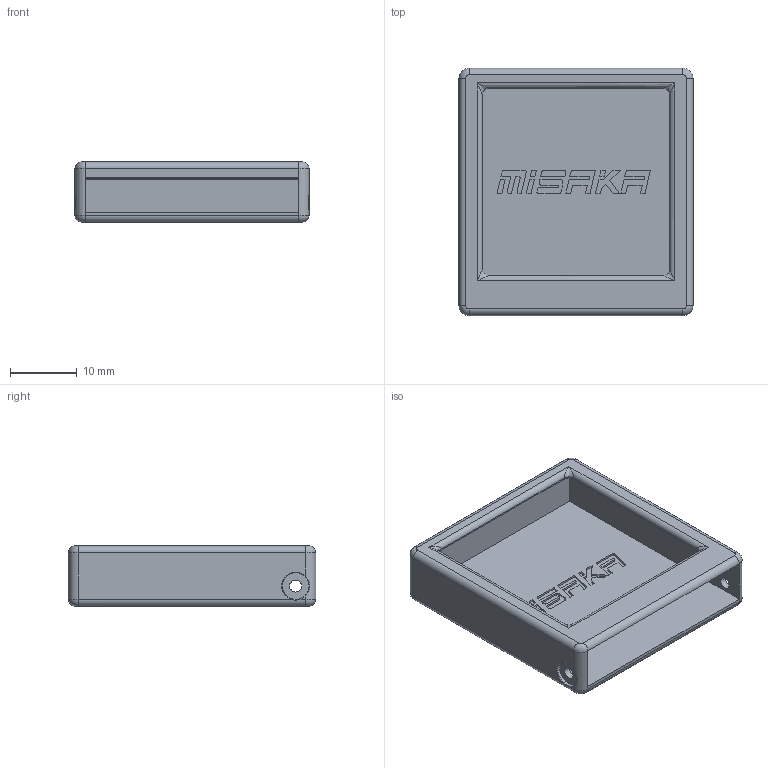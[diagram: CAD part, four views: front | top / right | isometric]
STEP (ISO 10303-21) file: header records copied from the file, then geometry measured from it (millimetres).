
FILE_DESCRIPTION (( 'STEP AP203' ), '1' );
FILE_NAME ('俋褲.STEP', '2021-10-15T14:57:30', ( '' ), ( '' ), 'SwSTEP 2.0', 'SolidWorks 2020', '' );
FILE_SCHEMA (( 'CONFIG_CONTROL_DESIGN' ));
Length unit declared in the file: millimetre
Products named in the file (1): 俋褲
Bounding box: 35 x 37 x 9 mm (x, y, z)
Volume: 3299.7 mm3; surface area: 5051 mm2
Topology: 1 solids, 1 shells, 199 faces, 524 edges, 333 vertices
Faces by surface type: plane 98, bspline 58, cylinder 30, torus 13
Entity records: 7445 total; most frequent: CARTESIAN_POINT 2833, ORIENTED_EDGE 1040, DIRECTION 762, EDGE_CURVE 520, VERTEX_POINT 333, VECTOR 326, LINE 326, AXIS2_PLACEMENT_3D 218
